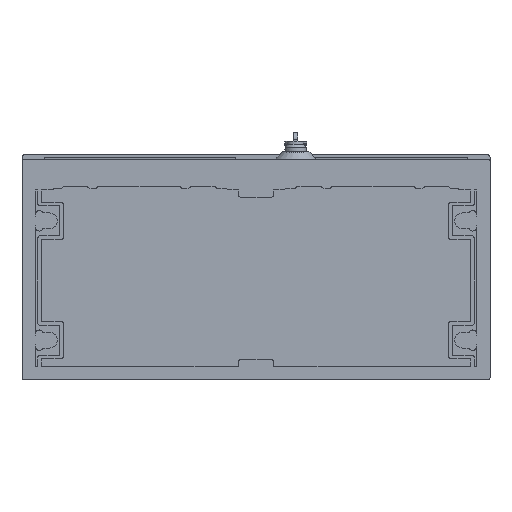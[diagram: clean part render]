
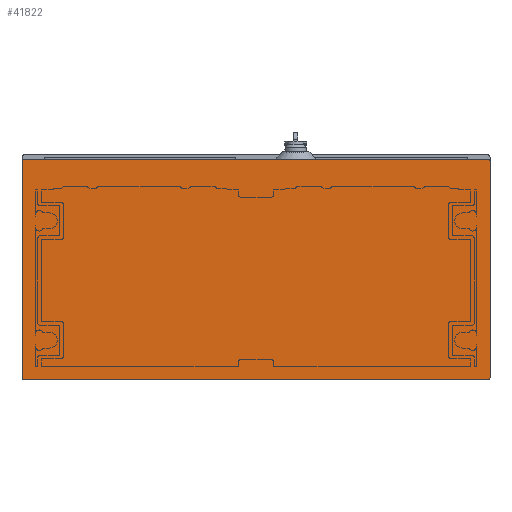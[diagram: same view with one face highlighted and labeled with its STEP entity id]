
A CAD part, front view. The second image highlights one B-rep face of the part: STEP entity #41822.
In plain terms, the highlighted planar face has unit normal (0, -1, 0).
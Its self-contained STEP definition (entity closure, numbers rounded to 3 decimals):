
#34625=CARTESIAN_POINT('',(262.5,0.,-122.5));
#34626=DIRECTION('',(0.,-1.,0.));
#34627=DIRECTION('',(0.,0.,-1.));
#34628=AXIS2_PLACEMENT_3D('',#34625,#34626,#34627);
#34633=DIRECTION('',(1.,0.,0.));
#34634=VECTOR('',#34633,525.);
#34635=CARTESIAN_POINT('',(-262.5,0.,-125.));
#34636=LINE('',#34635,#34634);
#34640=CARTESIAN_POINT('',(-262.5,0.,-122.5));
#34641=DIRECTION('',(0.,-1.,0.));
#34642=DIRECTION('',(-1.,0.,0.));
#34643=AXIS2_PLACEMENT_3D('',#34640,#34641,#34642);
#34648=DIRECTION('',(0.,0.,-1.));
#34649=VECTOR('',#34648,245.);
#34650=CARTESIAN_POINT('',(-265.,0.,122.5));
#34651=LINE('',#34650,#34649);
#34655=CARTESIAN_POINT('',(-262.5,0.,122.5));
#34656=DIRECTION('',(0.,-1.,0.));
#34657=DIRECTION('',(0.,0.,1.));
#34658=AXIS2_PLACEMENT_3D('',#34655,#34656,#34657);
#34663=DIRECTION('',(-1.,0.,0.));
#34664=VECTOR('',#34663,525.);
#34665=CARTESIAN_POINT('',(262.5,0.,125.));
#34666=LINE('',#34665,#34664);
#34670=CARTESIAN_POINT('',(262.5,0.,122.5));
#34671=DIRECTION('',(0.,-1.,0.));
#34672=DIRECTION('',(1.,0.,0.));
#34673=AXIS2_PLACEMENT_3D('',#34670,#34671,#34672);
#34678=DIRECTION('',(0.,0.,1.));
#34679=VECTOR('',#34678,245.);
#34680=CARTESIAN_POINT('',(265.,0.,-122.5));
#34681=LINE('',#34680,#34679);
#37394=CARTESIAN_POINT('',(262.5,0.,125.));
#37395=CARTESIAN_POINT('',(-262.5,0.,125.));
#37396=VERTEX_POINT('',#37394);
#37397=VERTEX_POINT('',#37395);
#37623=CARTESIAN_POINT('',(-265.,0.,-122.5));
#37625=VERTEX_POINT('',#37623);
#37651=CARTESIAN_POINT('',(-262.5,0.,-125.));
#37652=VERTEX_POINT('',#37651);
#37913=CARTESIAN_POINT('',(265.,0.,-122.5));
#37915=VERTEX_POINT('',#37913);
#37955=CARTESIAN_POINT('',(-265.,0.,122.5));
#37956=VERTEX_POINT('',#37955);
#38111=CARTESIAN_POINT('',(265.,0.,122.5));
#38112=VERTEX_POINT('',#38111);
#38197=CARTESIAN_POINT('',(262.5,0.,-125.));
#38198=VERTEX_POINT('',#38197);
#41801=CARTESIAN_POINT('',(262.5,0.,-122.5));
#41802=DIRECTION('',(0.,-1.,0.));
#41803=DIRECTION('',(0.,0.,-1.));
#41804=AXIS2_PLACEMENT_3D('',#41801,#41802,#41803);
#41805=PLANE('',#41804);
#41806=ORIENTED_EDGE('',*,*,#41785,.F.);
#41808=ORIENTED_EDGE('',*,*,#41807,.F.);
#41810=ORIENTED_EDGE('',*,*,#41809,.F.);
#41812=ORIENTED_EDGE('',*,*,#41811,.F.);
#41814=ORIENTED_EDGE('',*,*,#41813,.F.);
#41816=ORIENTED_EDGE('',*,*,#41815,.F.);
#41818=ORIENTED_EDGE('',*,*,#41817,.F.);
#41819=ORIENTED_EDGE('',*,*,#41760,.F.);
#41820=EDGE_LOOP('',(#41806,#41808,#41810,#41812,#41814,#41816,#41818,#41819));
#41821=FACE_OUTER_BOUND('',#41820,.F.);
#34629=CIRCLE('',#34628,2.5);
#34644=CIRCLE('',#34643,2.5);
#34659=CIRCLE('',#34658,2.5);
#34674=CIRCLE('',#34673,2.5);
#41760=EDGE_CURVE('',#37915,#38112,#34681,.T.);
#41785=EDGE_CURVE('',#38198,#37915,#34629,.T.);
#41807=EDGE_CURVE('',#37652,#38198,#34636,.T.);
#41809=EDGE_CURVE('',#37625,#37652,#34644,.T.);
#41811=EDGE_CURVE('',#37956,#37625,#34651,.T.);
#41813=EDGE_CURVE('',#37397,#37956,#34659,.T.);
#41815=EDGE_CURVE('',#37396,#37397,#34666,.T.);
#41817=EDGE_CURVE('',#38112,#37396,#34674,.T.);
#41822=ADVANCED_FACE('',(#41821),#41805,.T.);
